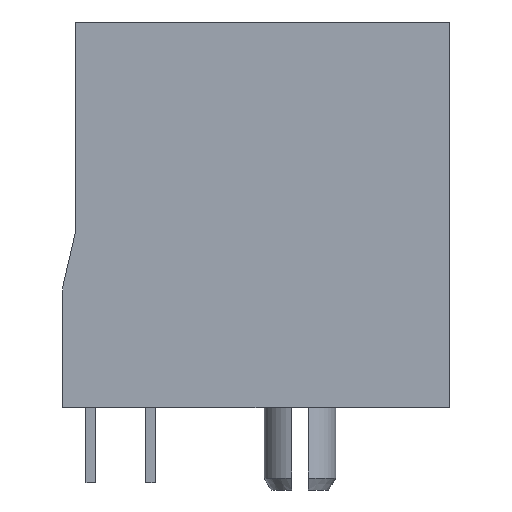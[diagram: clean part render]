
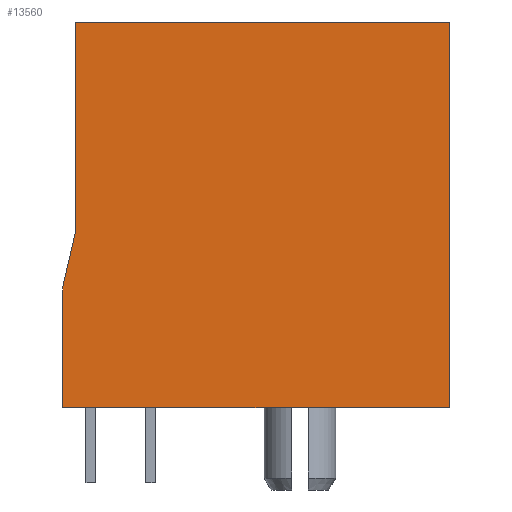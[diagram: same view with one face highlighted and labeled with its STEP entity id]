
A CAD part, left-side view. The second image highlights one B-rep face of the part: STEP entity #13560.
In plain terms, the highlighted planar face has unit normal (-1, 0, 0).
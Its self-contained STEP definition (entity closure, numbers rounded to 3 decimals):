
#70 = LINE ( 'NONE', #8998, #12527 ) ;
#300 = ORIENTED_EDGE ( 'NONE', *, *, #5713, .T. ) ;
#1263 = FACE_OUTER_BOUND ( 'NONE', #8701, .T. ) ;
#1545 = CARTESIAN_POINT ( 'NONE',  ( 0., -15.9, -16.38 ) ) ;
#2059 = EDGE_CURVE ( 'NONE', #9433, #13301, #70, .T. ) ;
#2106 = VECTOR ( 'NONE', #9045, 1000. ) ;
#2288 = VECTOR ( 'NONE', #10117, 1000. ) ;
#2405 = DIRECTION ( 'NONE',  ( 1., 0., 0. ) ) ;
#2982 = ORIENTED_EDGE ( 'NONE', *, *, #12468, .T. ) ;
#3371 = CARTESIAN_POINT ( 'NONE',  ( 0., 0.533, -16.38 ) ) ;
#3642 = LINE ( 'NONE', #5494, #9646 ) ;
#4284 = DIRECTION ( 'NONE',  ( 0., 0.225, -0.974 ) ) ;
#4603 = CARTESIAN_POINT ( 'NONE',  ( 0., 0., -16.38 ) ) ;
#4661 = EDGE_CURVE ( 'NONE', #7845, #10678, #12770, .T. ) ;
#4827 = AXIS2_PLACEMENT_3D ( 'NONE', #9592, #2405, #10828 ) ;
#5443 = CARTESIAN_POINT ( 'NONE',  ( 0., 0.533, -16.38 ) ) ;
#5446 = CARTESIAN_POINT ( 'NONE',  ( 0., 0.533, -11.299 ) ) ;
#5494 = CARTESIAN_POINT ( 'NONE',  ( 0., 0., -8.989 ) ) ;
#5550 = CARTESIAN_POINT ( 'NONE',  ( 0., 0., -8.989 ) ) ;
#5713 = EDGE_CURVE ( 'NONE', #7802, #13301, #7975, .T. ) ;
#5837 = DIRECTION ( 'NONE',  ( 0., 0., 1. ) ) ;
#6146 = EDGE_CURVE ( 'NONE', #9946, #10678, #11730, .T. ) ;
#6748 = VECTOR ( 'NONE', #5837, 1000. ) ;
#7228 = PLANE ( 'NONE',  #4827 ) ;
#7802 = VERTEX_POINT ( 'NONE', #5446 ) ;
#7845 = VERTEX_POINT ( 'NONE', #5550 ) ;
#7975 = LINE ( 'NONE', #3371, #13651 ) ;
#8701 = EDGE_LOOP ( 'NONE', ( #14378, #9252, #8842, #300, #12640, #2982 ) ) ;
#8842 = ORIENTED_EDGE ( 'NONE', *, *, #9006, .T. ) ;
#8998 = CARTESIAN_POINT ( 'NONE',  ( 0., 0., -16.38 ) ) ;
#9006 = EDGE_CURVE ( 'NONE', #7845, #7802, #3642, .T. ) ;
#9045 = DIRECTION ( 'NONE',  ( 0., 1., 0. ) ) ;
#9252 = ORIENTED_EDGE ( 'NONE', *, *, #4661, .F. ) ;
#9433 = VERTEX_POINT ( 'NONE', #1545 ) ;
#9592 = CARTESIAN_POINT ( 'NONE',  ( 0., 0., -16.38 ) ) ;
#9646 = VECTOR ( 'NONE', #4284, 1000. ) ;
#9946 = VERTEX_POINT ( 'NONE', #12360 ) ;
#10117 = DIRECTION ( 'NONE',  ( 0., 0., 1. ) ) ;
#10317 = CARTESIAN_POINT ( 'NONE',  ( 0., 0., 0. ) ) ;
#10532 = DIRECTION ( 'NONE',  ( 0., 0., -1. ) ) ;
#10678 = VERTEX_POINT ( 'NONE', #11681 ) ;
#10828 = DIRECTION ( 'NONE',  ( 0., 0., -1. ) ) ;
#11681 = CARTESIAN_POINT ( 'NONE',  ( 0., 0., 0. ) ) ;
#11730 = LINE ( 'NONE', #10317, #2106 ) ;
#12360 = CARTESIAN_POINT ( 'NONE',  ( 0., -15.9, 0. ) ) ;
#12468 = EDGE_CURVE ( 'NONE', #9433, #9946, #15133, .T. ) ;
#12527 = VECTOR ( 'NONE', #13861, 1000. ) ;
#12640 = ORIENTED_EDGE ( 'NONE', *, *, #2059, .F. ) ;
#12770 = LINE ( 'NONE', #4603, #6748 ) ;
#13301 = VERTEX_POINT ( 'NONE', #5443 ) ;
#13560 = ADVANCED_FACE ( 'NONE', ( #1263 ), #7228, .F. ) ;
#13651 = VECTOR ( 'NONE', #10532, 1000. ) ;
#13861 = DIRECTION ( 'NONE',  ( 0., 1., 0. ) ) ;
#14378 = ORIENTED_EDGE ( 'NONE', *, *, #6146, .T. ) ;
#14890 = CARTESIAN_POINT ( 'NONE',  ( 0., -15.9, -16.38 ) ) ;
#15133 = LINE ( 'NONE', #14890, #2288 ) ;
